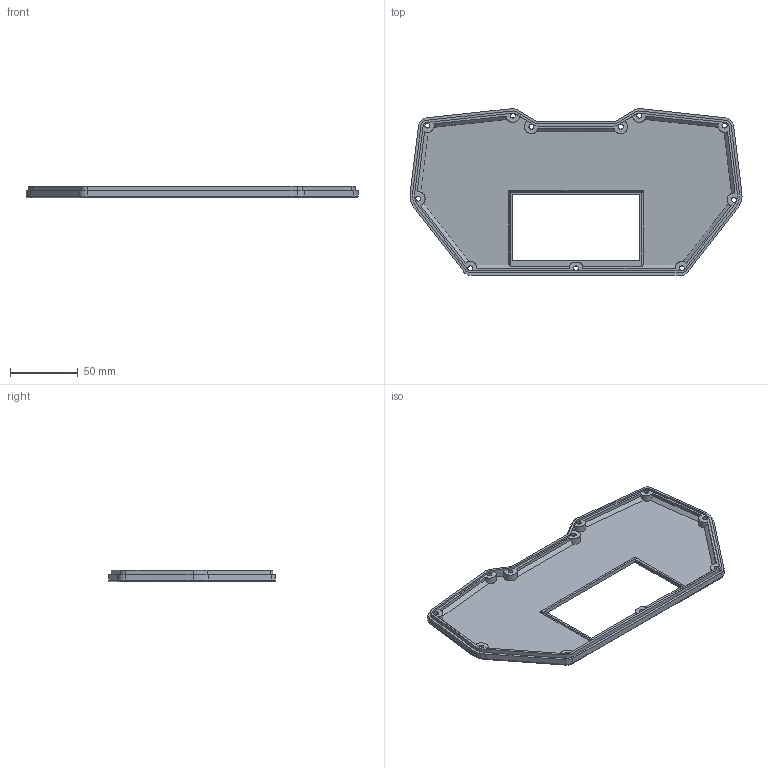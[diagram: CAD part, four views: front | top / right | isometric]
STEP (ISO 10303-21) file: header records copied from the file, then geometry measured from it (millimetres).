
FILE_DESCRIPTION(/* description */ (''),/* implementation_level */ '2;1');
FILE_NAME(/* name */ 'Bottom.step',/* time_stamp */ '2023-05-26T21:57:18+01:00',/* author */ (''),/* organization */ (''),/* preprocessor_version */ 'ST-DEVELOPER v19.2',/* originating_system */ 'Autodesk Translation Framework v12.4.0.73',/* authorisation */ '');
FILE_SCHEMA (('AUTOMOTIVE_DESIGN { 1 0 10303 214 3 1 1 }'));
Length unit declared in the file: millimetre
Products named in the file (1): rcTransmitter_2.0
Bounding box: 244.21 x 122.75 x 8.5 mm (x, y, z)
Volume: 60830.4 mm3; surface area: 53655.8 mm2
Topology: 1 solids, 1 shells, 311 faces, 737 edges, 434 vertices
Faces by surface type: plane 196, cylinder 75, bspline 28, torus 10, sphere 2
Full cylindrical faces by diameter (mm): 3.6 x11, 6.697 x11
Entity records: 10622 total; most frequent: CARTESIAN_POINT 3554, ORIENTED_EDGE 1468, DIRECTION 1439, EDGE_CURVE 734, AXIS2_PLACEMENT_3D 514, VERTEX_POINT 434, LINE 411, VECTOR 411
